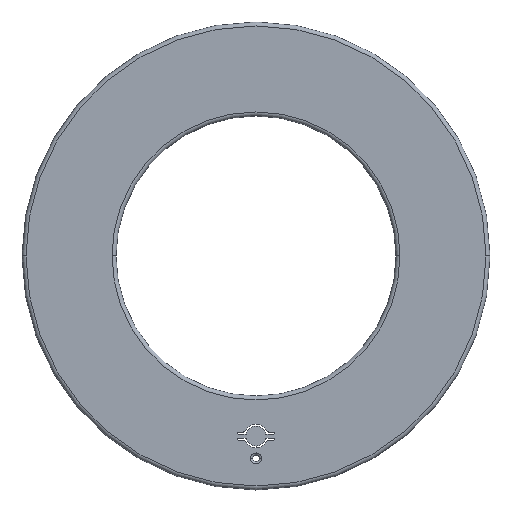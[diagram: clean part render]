
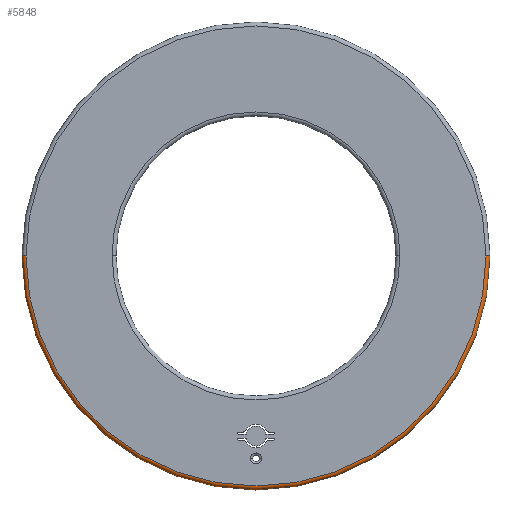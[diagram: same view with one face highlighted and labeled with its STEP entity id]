
A CAD part, top view. The second image highlights one B-rep face of the part: STEP entity #5848.
In plain terms, the highlighted toroidal (fillet/blend) face has major radius 57.5 mm and minor radius 1 mm.
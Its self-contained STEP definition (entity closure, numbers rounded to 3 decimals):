
#116 = DIRECTION ( 'NONE',  ( 0., 0., 1. ) ) ;
#149 = CARTESIAN_POINT ( 'NONE',  ( 57.5, 0., 1. ) ) ;
#571 = EDGE_CURVE ( 'NONE', #581, #1725, #2285, .T. ) ;
#581 = VERTEX_POINT ( 'NONE', #4241 ) ;
#590 = DIRECTION ( 'NONE',  ( -1., 0., 0. ) ) ;
#758 = ORIENTED_EDGE ( 'NONE', *, *, #2689, .F. ) ;
#762 = CARTESIAN_POINT ( 'NONE',  ( 0., 0., 2. ) ) ;
#973 = CARTESIAN_POINT ( 'NONE',  ( -57.5, 0., 2. ) ) ;
#1000 = CIRCLE ( 'NONE', #4756, 57.5 ) ;
#1078 = AXIS2_PLACEMENT_3D ( 'NONE', #149, #2470, #6375 ) ;
#1155 = FACE_OUTER_BOUND ( 'NONE', #5278, .T. ) ;
#1274 = AXIS2_PLACEMENT_3D ( 'NONE', #5161, #1633, #590 ) ;
#1633 = DIRECTION ( 'NONE',  ( 0., 1., 0. ) ) ;
#1725 = VERTEX_POINT ( 'NONE', #4464 ) ;
#1872 = DIRECTION ( 'NONE',  ( 1., 0., 0. ) ) ;
#1926 = DIRECTION ( 'NONE',  ( 1., 0., 0. ) ) ;
#1986 = TOROIDAL_SURFACE ( 'NONE', #5865, 57.5, 1. ) ;
#2237 = CARTESIAN_POINT ( 'NONE',  ( 57.5, 0., 2. ) ) ;
#2285 = CIRCLE ( 'NONE', #6873, 58.5 ) ;
#2377 = CIRCLE ( 'NONE', #1274, 1. ) ;
#2468 = EDGE_CURVE ( 'NONE', #1725, #6608, #2377, .T. ) ;
#2470 = DIRECTION ( 'NONE',  ( 0., -1., 0. ) ) ;
#2689 = EDGE_CURVE ( 'NONE', #6608, #5374, #1000, .T. ) ;
#2965 = EDGE_CURVE ( 'NONE', #581, #5374, #5134, .T. ) ;
#3556 = DIRECTION ( 'NONE',  ( 0., 0., 1. ) ) ;
#4241 = CARTESIAN_POINT ( 'NONE',  ( 58.5, 0., 1. ) ) ;
#4464 = CARTESIAN_POINT ( 'NONE',  ( -58.5, 0., 1. ) ) ;
#4756 = AXIS2_PLACEMENT_3D ( 'NONE', #762, #3556, #5823 ) ;
#5134 = CIRCLE ( 'NONE', #1078, 1. ) ;
#5161 = CARTESIAN_POINT ( 'NONE',  ( -57.5, 0., 1. ) ) ;
#5278 = EDGE_LOOP ( 'NONE', ( #5396, #6997, #6242, #758 ) ) ;
#5374 = VERTEX_POINT ( 'NONE', #2237 ) ;
#5381 = DIRECTION ( 'NONE',  ( 0., 0., -1. ) ) ;
#5396 = ORIENTED_EDGE ( 'NONE', *, *, #2468, .F. ) ;
#5423 = CARTESIAN_POINT ( 'NONE',  ( 0., 0., 1. ) ) ;
#5823 = DIRECTION ( 'NONE',  ( 1., 0., 0. ) ) ;
#5848 = ADVANCED_FACE ( 'NONE', ( #1155 ), #1986, .T. ) ;
#5865 = AXIS2_PLACEMENT_3D ( 'NONE', #6381, #116, #1872 ) ;
#6242 = ORIENTED_EDGE ( 'NONE', *, *, #2965, .T. ) ;
#6375 = DIRECTION ( 'NONE',  ( 0., 0., -1. ) ) ;
#6381 = CARTESIAN_POINT ( 'NONE',  ( 0., 0., 1. ) ) ;
#6608 = VERTEX_POINT ( 'NONE', #973 ) ;
#6873 = AXIS2_PLACEMENT_3D ( 'NONE', #5423, #5381, #1926 ) ;
#6997 = ORIENTED_EDGE ( 'NONE', *, *, #571, .F. ) ;
